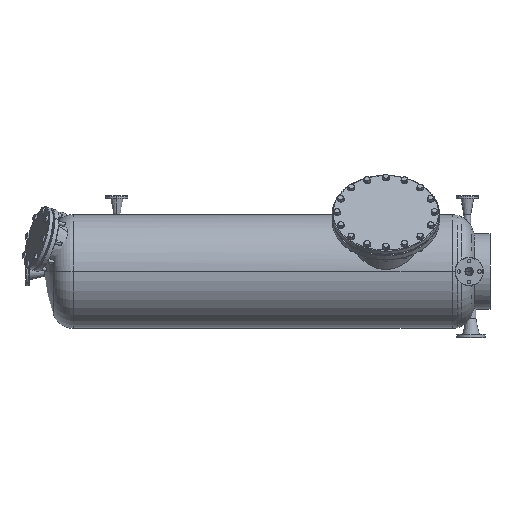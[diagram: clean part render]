
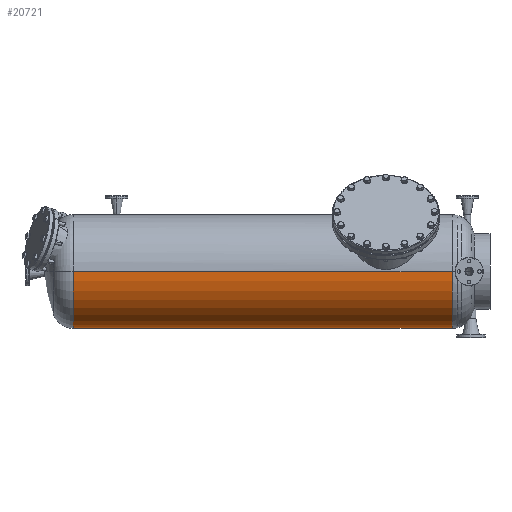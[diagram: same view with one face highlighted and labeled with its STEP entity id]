
A CAD part, left-side view. The second image highlights one B-rep face of the part: STEP entity #20721.
In plain terms, the highlighted cylindrical face has radius 300 mm (diameter 600 mm), a partial arc.
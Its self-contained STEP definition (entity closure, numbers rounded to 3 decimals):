
#42 = DIRECTION ( 'NONE',  ( 0., 1., 0. ) ) ;
#930 = DIRECTION ( 'NONE',  ( 0., 1., 0. ) ) ;
#1501 = VECTOR ( 'NONE', #930, 1000. ) ;
#1590 = FACE_OUTER_BOUND ( 'NONE', #3060, .T. ) ;
#1826 = DIRECTION ( 'NONE',  ( -1., 0., 0. ) ) ;
#3060 = EDGE_LOOP ( 'NONE', ( #35691, #13741, #21948, #36978 ) ) ;
#5092 = DIRECTION ( 'NONE',  ( 0., 1., 0. ) ) ;
#5409 = CYLINDRICAL_SURFACE ( 'NONE', #18624, 300. ) ;
#7238 = CARTESIAN_POINT ( 'NONE',  ( -96.222, -968.046, 29.066 ) ) ;
#8148 = LINE ( 'NONE', #22854, #1501 ) ;
#8210 = CARTESIAN_POINT ( 'NONE',  ( -96.222, 1031.954, 29.066 ) ) ;
#11409 = AXIS2_PLACEMENT_3D ( 'NONE', #8210, #26077, #40280 ) ;
#12332 = LINE ( 'NONE', #28647, #15956 ) ;
#12601 = VERTEX_POINT ( 'NONE', #34531 ) ;
#13034 = EDGE_CURVE ( 'NONE', #12601, #26326, #42301, .T. ) ;
#13598 = VERTEX_POINT ( 'NONE', #42674 ) ;
#13741 = ORIENTED_EDGE ( 'NONE', *, *, #13034, .T. ) ;
#15956 = VECTOR ( 'NONE', #5092, 1000. ) ;
#18624 = AXIS2_PLACEMENT_3D ( 'NONE', #45454, #35308, #1826 ) ;
#20721 = ADVANCED_FACE ( 'NONE', ( #1590 ), #5409, .T. ) ;
#21948 = ORIENTED_EDGE ( 'NONE', *, *, #40130, .T. ) ;
#22345 = AXIS2_PLACEMENT_3D ( 'NONE', #7238, #42, #45095 ) ;
#22854 = CARTESIAN_POINT ( 'NONE',  ( -396.222, 1181.954, 29.066 ) ) ;
#26077 = DIRECTION ( 'NONE',  ( 0., 1., 0. ) ) ;
#26326 = VERTEX_POINT ( 'NONE', #43841 ) ;
#28037 = EDGE_CURVE ( 'NONE', #12601, #13598, #12332, .T. ) ;
#28647 = CARTESIAN_POINT ( 'NONE',  ( 203.778, 1181.954, 29.066 ) ) ;
#34531 = CARTESIAN_POINT ( 'NONE',  ( 203.778, -968.046, 29.066 ) ) ;
#34558 = EDGE_CURVE ( 'NONE', #13598, #41071, #42933, .T. ) ;
#35308 = DIRECTION ( 'NONE',  ( 0., 1., 0. ) ) ;
#35691 = ORIENTED_EDGE ( 'NONE', *, *, #28037, .F. ) ;
#36978 = ORIENTED_EDGE ( 'NONE', *, *, #34558, .F. ) ;
#40130 = EDGE_CURVE ( 'NONE', #26326, #41071, #8148, .T. ) ;
#40280 = DIRECTION ( 'NONE',  ( -1., 0., 0. ) ) ;
#41071 = VERTEX_POINT ( 'NONE', #44554 ) ;
#42301 = CIRCLE ( 'NONE', #22345, 300. ) ;
#42674 = CARTESIAN_POINT ( 'NONE',  ( 203.778, 1031.954, 29.066 ) ) ;
#42933 = CIRCLE ( 'NONE', #11409, 300. ) ;
#43841 = CARTESIAN_POINT ( 'NONE',  ( -396.222, -968.046, 29.066 ) ) ;
#44554 = CARTESIAN_POINT ( 'NONE',  ( -396.222, 1031.954, 29.066 ) ) ;
#45095 = DIRECTION ( 'NONE',  ( -1., 0., 0. ) ) ;
#45454 = CARTESIAN_POINT ( 'NONE',  ( -96.222, 1181.954, 29.066 ) ) ;
